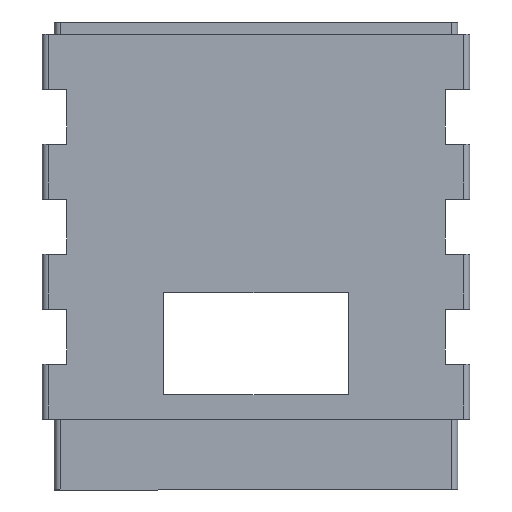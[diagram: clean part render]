
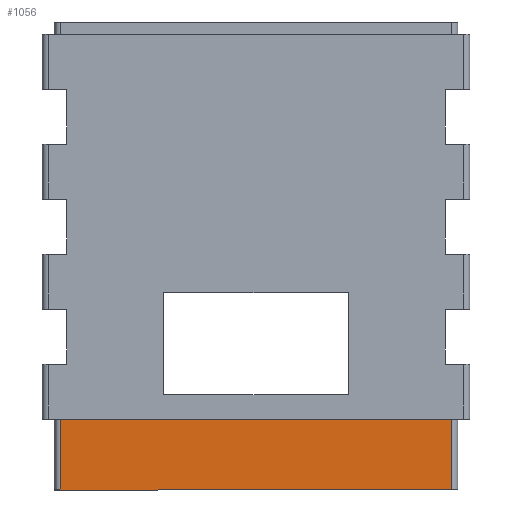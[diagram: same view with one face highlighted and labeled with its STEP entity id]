
A CAD part, left-side view. The second image highlights one B-rep face of the part: STEP entity #1056.
In plain terms, the highlighted planar face has unit normal (-1, 0, 0).
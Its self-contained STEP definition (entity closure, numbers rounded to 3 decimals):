
#25=PLANE('',#1141);
#74=FACE_OUTER_BOUND('',#129,.T.);
#129=EDGE_LOOP('',(#818,#819,#820,#821));
#169=LINE('',#1483,#301);
#234=LINE('',#1646,#366);
#235=LINE('',#1648,#367);
#236=LINE('',#1649,#368);
#301=VECTOR('',#1193,10.);
#366=VECTOR('',#1318,10.);
#367=VECTOR('',#1321,10.);
#368=VECTOR('',#1322,10.);
#458=VERTEX_POINT('',#1480);
#459=VERTEX_POINT('',#1482);
#524=VERTEX_POINT('',#1639);
#527=VERTEX_POINT('',#1644);
#562=EDGE_CURVE('',#458,#459,#169,.T.);
#643=EDGE_CURVE('',#527,#524,#234,.T.);
#644=EDGE_CURVE('',#524,#458,#235,.T.);
#645=EDGE_CURVE('',#459,#527,#236,.T.);
#818=ORIENTED_EDGE('',*,*,#562,.F.);
#819=ORIENTED_EDGE('',*,*,#644,.F.);
#820=ORIENTED_EDGE('',*,*,#643,.F.);
#821=ORIENTED_EDGE('',*,*,#645,.F.);
#1056=ADVANCED_FACE('',(#74),#25,.T.);
#1141=AXIS2_PLACEMENT_3D('',#1647,#1319,#1320);
#1193=DIRECTION('',(0.,0.,1.));
#1318=DIRECTION('',(0.,0.,-1.));
#1319=DIRECTION('center_axis',(-1.,0.,0.));
#1320=DIRECTION('ref_axis',(0.,-1.,0.));
#1321=DIRECTION('',(0.,1.,0.));
#1322=DIRECTION('',(0.,-1.,0.));
#1480=CARTESIAN_POINT('',(-0.5,32.5,1.45));
#1482=CARTESIAN_POINT('',(-0.5,32.5,7.24));
#1483=CARTESIAN_POINT('',(-0.5,32.5,11.025));
#1639=CARTESIAN_POINT('',(-0.5,0.5,1.45));
#1644=CARTESIAN_POINT('',(-0.5,0.5,7.24));
#1646=CARTESIAN_POINT('',(-0.5,0.5,2.897));
#1647=CARTESIAN_POINT('Origin',(-0.5,32.5,1.45));
#1648=CARTESIAN_POINT('',(-0.5,0.5,1.45));
#1649=CARTESIAN_POINT('',(-0.5,24.25,7.24));
